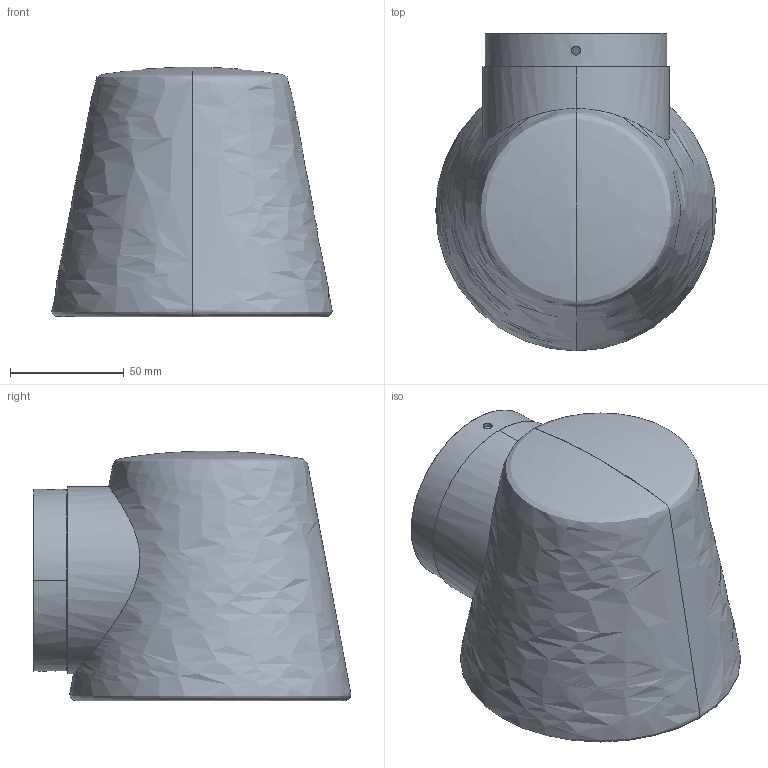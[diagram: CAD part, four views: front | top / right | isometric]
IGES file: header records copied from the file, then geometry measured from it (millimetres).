
Global section: file name: 19H63510.igs; native system: Rhinoceros ( Dec 17 2019 ); preprocessor: Trout Lake IGES 012 Dec 17 2019; date: 200218.113604; units: millimetre
Bounding box: 123.57 x 139.9 x 110 mm (x, y, z)
Surface area: 72128.1 mm2 (no closed solid volume)
Topology: 0 solids, 0 shells, 51 faces, 695 edges, 692 vertices
Faces by surface type: bspline 51
